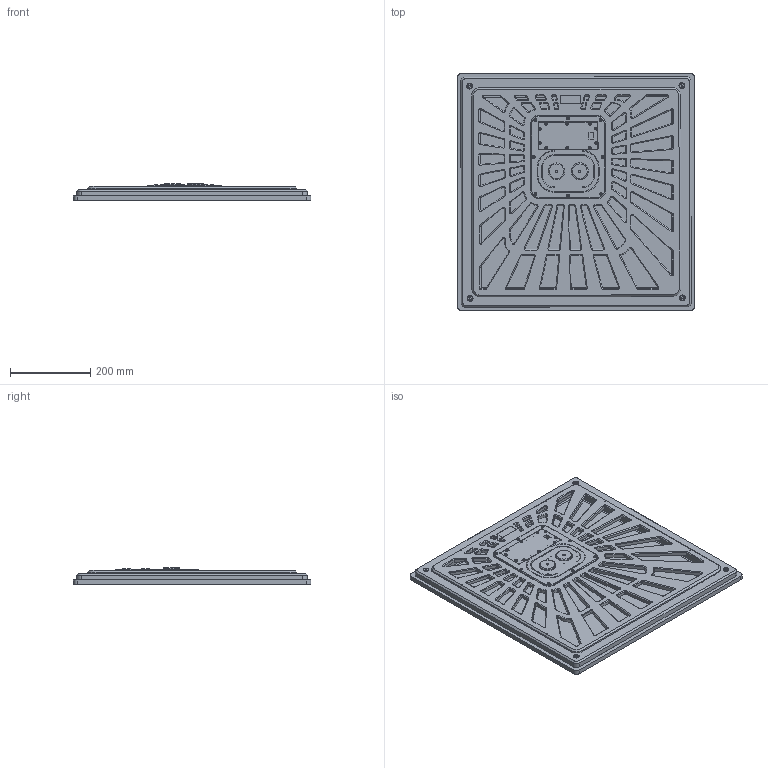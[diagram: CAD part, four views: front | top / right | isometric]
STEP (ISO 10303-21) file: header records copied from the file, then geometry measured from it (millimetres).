
FILE_DESCRIPTION (( 'STEP AP203' ), '1' );
FILE_NAME ('PLATANAR DT.STEP', '2024-08-14T09:53:40', ( '' ), ( '' ), 'SwSTEP 2.0', 'SolidWorks 2024', '' );
FILE_SCHEMA (( 'CONFIG_CONTROL_DESIGN' ));
Length unit declared in the file: millimetre
Products named in the file (14): Экс Б4; hex tapping screws_iso_Tapping Screw ISO 14585 - ST3.5 x 9.5-C-N; резьбовая вставка; Данте; Рама Мембр; Платф пружинная; ГрильПлАГ; hex socket head screws_iso_ISO 14586 - ST2.9 x 19-C-N; hex tapping screws_iso_Tapping Screw ISO 14585 - ST3.5 x 13-C-N; кольцо стеклотекст; Корпус ПлАГ; PLATANAR DT; винт мебельный 6_25; МембранаПлАГ
Assembly tree (52 placements, depth 2):
  PLATANAR DT
    Рама Мембр
    Платф пружинная
    ГрильПлАГ
    Корпус ПлАГ
    резьбовая вставка  x4
    кольцо стеклотекст  x2
    hex tapping screws_iso_Tapping Screw ISO 14585 - ST3.5 x 13-C-N  x18
    hex socket head screws_iso_ISO 14586 - ST2.9 x 19-C-N  x8
    винт мебельный 6_25  x4
    hex tapping screws_iso_Tapping Screw ISO 14585 - ST3.5 x 9.5-C-N  x8
    Экс Б4  x2
    МембранаПлАГ
    Данте
Bounding box: 591.2 x 591.2 x 41.6 mm (x, y, z)
Volume: 5003662.6 mm3; surface area: 2038157 mm2
Topology: 54 solids, 54 shells, 2725 faces, 6315 edges, 3774 vertices
Faces by surface type: plane 1200, cylinder 865, cone 456, torus 84, bspline 68, sphere 52
Entity records: 50199 total; most frequent: DIRECTION 8747, CARTESIAN_POINT 8265, ORIENTED_EDGE 7852, EDGE_CURVE 3926, AXIS2_PLACEMENT_3D 3227, VERTEX_POINT 2433, LINE 2293, VECTOR 2293
